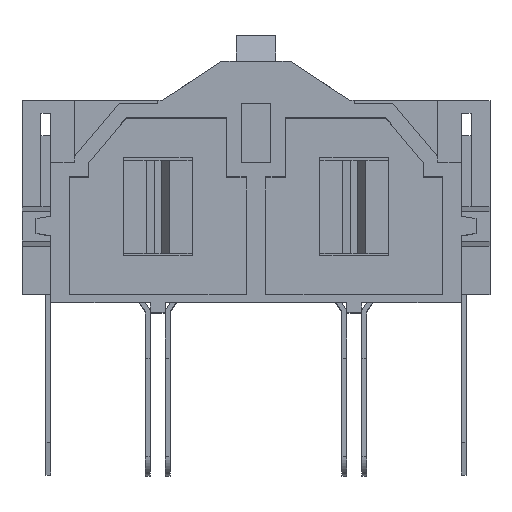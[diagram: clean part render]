
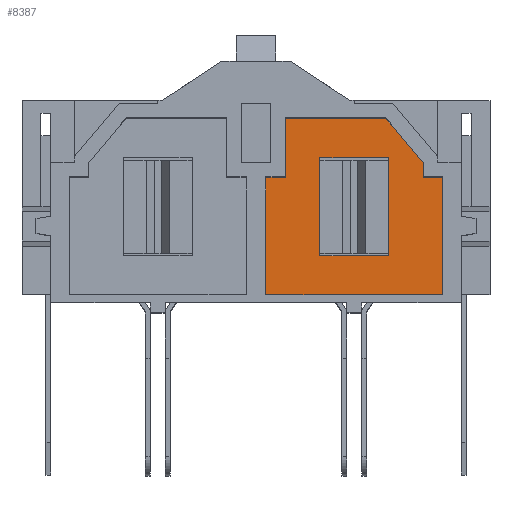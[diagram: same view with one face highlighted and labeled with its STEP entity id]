
A CAD part, top view. The second image highlights one B-rep face of the part: STEP entity #8387.
In plain terms, the highlighted planar face has unit normal (0, 0, 1).
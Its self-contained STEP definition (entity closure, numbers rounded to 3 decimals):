
#2757=DIRECTION('',(1.,0.,0.));
#2758=VECTOR('',#2757,1.);
#2759=CARTESIAN_POINT('',(8.5,1.5,-1.625));
#2760=LINE('',#2759,#2758);
#2761=DIRECTION('',(0.,-1.,0.));
#2762=VECTOR('',#2761,6.);
#2763=CARTESIAN_POINT('',(9.5,1.5,-1.625));
#2764=LINE('',#2763,#2762);
#2765=DIRECTION('',(1.,0.,0.));
#2766=VECTOR('',#2765,9.);
#2767=CARTESIAN_POINT('',(0.5,-4.5,-1.625));
#2768=LINE('',#2767,#2766);
#2769=DIRECTION('',(0.,-1.,0.));
#2770=VECTOR('',#2769,6.);
#2771=CARTESIAN_POINT('',(0.5,1.5,-1.625));
#2772=LINE('',#2771,#2770);
#2773=DIRECTION('',(-1.,0.,0.));
#2774=VECTOR('',#2773,1.);
#2775=CARTESIAN_POINT('',(1.5,1.5,-1.625));
#2776=LINE('',#2775,#2774);
#2777=DIRECTION('',(0.,-1.,0.));
#2778=VECTOR('',#2777,3.);
#2779=CARTESIAN_POINT('',(1.5,4.5,-1.625));
#2780=LINE('',#2779,#2778);
#2781=DIRECTION('',(-1.,0.,0.));
#2782=VECTOR('',#2781,5.112);
#2783=CARTESIAN_POINT('',(6.612,4.5,-1.625));
#2784=LINE('',#2783,#2782);
#2785=DIRECTION('',(-0.643,0.766,0.));
#2786=VECTOR('',#2785,2.937);
#2787=CARTESIAN_POINT('',(8.5,2.25,-1.625));
#2788=LINE('',#2787,#2786);
#2789=DIRECTION('',(0.,1.,0.));
#2790=VECTOR('',#2789,0.75);
#2791=CARTESIAN_POINT('',(8.5,1.5,-1.625));
#2792=LINE('',#2791,#2790);
#2793=DIRECTION('',(0.,-1.,0.));
#2794=VECTOR('',#2793,5.);
#2795=CARTESIAN_POINT('',(3.25,2.5,-1.625));
#2796=LINE('',#2795,#2794);
#2797=DIRECTION('',(1.,0.,0.));
#2798=VECTOR('',#2797,3.5);
#2799=CARTESIAN_POINT('',(3.25,-2.5,-1.625));
#2800=LINE('',#2799,#2798);
#2801=DIRECTION('',(0.,1.,0.));
#2802=VECTOR('',#2801,5.);
#2803=CARTESIAN_POINT('',(6.75,-2.5,-1.625));
#2804=LINE('',#2803,#2802);
#2805=DIRECTION('',(-1.,0.,0.));
#2806=VECTOR('',#2805,3.5);
#2807=CARTESIAN_POINT('',(6.75,2.5,-1.625));
#2808=LINE('',#2807,#2806);
#3637=CARTESIAN_POINT('',(0.5,1.5,-1.625));
#3638=CARTESIAN_POINT('',(0.5,-4.5,-1.625));
#3639=VERTEX_POINT('',#3637);
#3640=VERTEX_POINT('',#3638);
#3641=CARTESIAN_POINT('',(9.5,-4.5,-1.625));
#3642=VERTEX_POINT('',#3641);
#3643=CARTESIAN_POINT('',(8.5,1.5,-1.625));
#3644=CARTESIAN_POINT('',(8.5,2.25,-1.625));
#3645=VERTEX_POINT('',#3643);
#3646=VERTEX_POINT('',#3644);
#3647=CARTESIAN_POINT('',(6.612,4.5,-1.625));
#3648=VERTEX_POINT('',#3647);
#3649=CARTESIAN_POINT('',(1.5,4.5,-1.625));
#3650=VERTEX_POINT('',#3649);
#3651=CARTESIAN_POINT('',(1.5,1.5,-1.625));
#3652=VERTEX_POINT('',#3651);
#4405=CARTESIAN_POINT('',(9.5,1.5,-1.625));
#4406=VERTEX_POINT('',#4405);
#4595=CARTESIAN_POINT('',(3.25,2.5,-1.625));
#4596=CARTESIAN_POINT('',(3.25,-2.5,-1.625));
#4597=VERTEX_POINT('',#4595);
#4598=VERTEX_POINT('',#4596);
#4599=CARTESIAN_POINT('',(6.75,-2.5,-1.625));
#4600=VERTEX_POINT('',#4599);
#4601=CARTESIAN_POINT('',(6.75,2.5,-1.625));
#4602=VERTEX_POINT('',#4601);
#8360=CARTESIAN_POINT('',(0.,0.,-1.625));
#8361=DIRECTION('',(0.,0.,1.));
#8362=DIRECTION('',(1.,0.,0.));
#8363=AXIS2_PLACEMENT_3D('',#8360,#8361,#8362);
#8364=PLANE('',#8363);
#8365=ORIENTED_EDGE('',*,*,#8339,.T.);
#8366=ORIENTED_EDGE('',*,*,#8351,.T.);
#8368=ORIENTED_EDGE('',*,*,#8367,.F.);
#8369=ORIENTED_EDGE('',*,*,#8255,.F.);
#8370=ORIENTED_EDGE('',*,*,#8270,.F.);
#8371=ORIENTED_EDGE('',*,*,#8284,.F.);
#8372=ORIENTED_EDGE('',*,*,#8298,.F.);
#8373=ORIENTED_EDGE('',*,*,#8312,.F.);
#8374=ORIENTED_EDGE('',*,*,#8326,.F.);
#8375=EDGE_LOOP('',(#8365,#8366,#8368,#8369,#8370,#8371,#8372,#8373,#8374));
#8376=FACE_OUTER_BOUND('',#8375,.F.);
#8378=ORIENTED_EDGE('',*,*,#8377,.T.);
#8380=ORIENTED_EDGE('',*,*,#8379,.T.);
#8382=ORIENTED_EDGE('',*,*,#8381,.T.);
#8384=ORIENTED_EDGE('',*,*,#8383,.T.);
#8385=EDGE_LOOP('',(#8378,#8380,#8382,#8384));
#8386=FACE_BOUND('',#8385,.F.);
#8387=ADVANCED_FACE('',(#8376,#8386),#8364,.T.);
#8255=EDGE_CURVE('',#3639,#3640,#2772,.T.);
#8270=EDGE_CURVE('',#3652,#3639,#2776,.T.);
#8284=EDGE_CURVE('',#3650,#3652,#2780,.T.);
#8298=EDGE_CURVE('',#3648,#3650,#2784,.T.);
#8312=EDGE_CURVE('',#3646,#3648,#2788,.T.);
#8326=EDGE_CURVE('',#3645,#3646,#2792,.T.);
#8339=EDGE_CURVE('',#3645,#4406,#2760,.T.);
#8351=EDGE_CURVE('',#4406,#3642,#2764,.T.);
#8367=EDGE_CURVE('',#3640,#3642,#2768,.T.);
#8377=EDGE_CURVE('',#4597,#4598,#2796,.T.);
#8379=EDGE_CURVE('',#4598,#4600,#2800,.T.);
#8381=EDGE_CURVE('',#4600,#4602,#2804,.T.);
#8383=EDGE_CURVE('',#4602,#4597,#2808,.T.);
